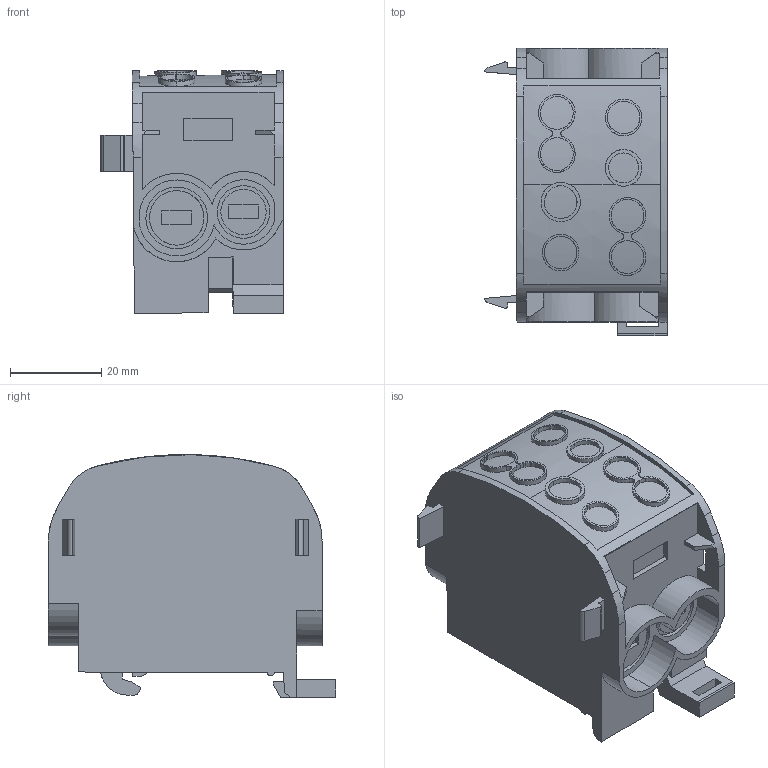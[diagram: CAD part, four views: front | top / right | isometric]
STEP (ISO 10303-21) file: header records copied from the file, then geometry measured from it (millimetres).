
FILE_DESCRIPTION(('CATIA V5 STEP Exchange','CAx-IF Rec.Pracs.--- Model Styling and Organization---1.5--- 2016-08-15','CAx-IF Rec.Pracs.---Supplemental Geometry---1.0---2011-11-01','CAx-IF Rec.Pracs.--- Composite Materials ---1.1---2010-07-15'),'2;1');
FILE_NAME ('D1445687_0', '2025-09-22T06:20:09+00:00', ('none'), ('Weidmueller'), 'CATIA Version 5-6 Release 2024 SP4', 'CATIA V5 STEP AP214 v3', 'none');
FILE_SCHEMA(('AUTOMOTIVE_DESIGN { 1 0 10303 214 1 1 1 1 }'));
Length unit declared in the file: millimetre
Products named in the file (1): 1561770000_WPD_103_2x70-2x50_GY
Bounding box: 40 x 62.95 x 53.25 mm (x, y, z)
Volume: 73190.7 mm3; surface area: 21170.4 mm2
Topology: 2 solids, 2 shells, 340 faces, 920 edges, 612 vertices
Faces by surface type: plane 162, extrusion 99, cylinder 77, bspline 2
Entity records: 13967 total; most frequent: CARTESIAN_POINT 6139, ORIENTED_EDGE 1840, DIRECTION 1108, EDGE_CURVE 920, VECTOR 657, VERTEX_POINT 612, LINE 558, EDGE_LOOP 374
